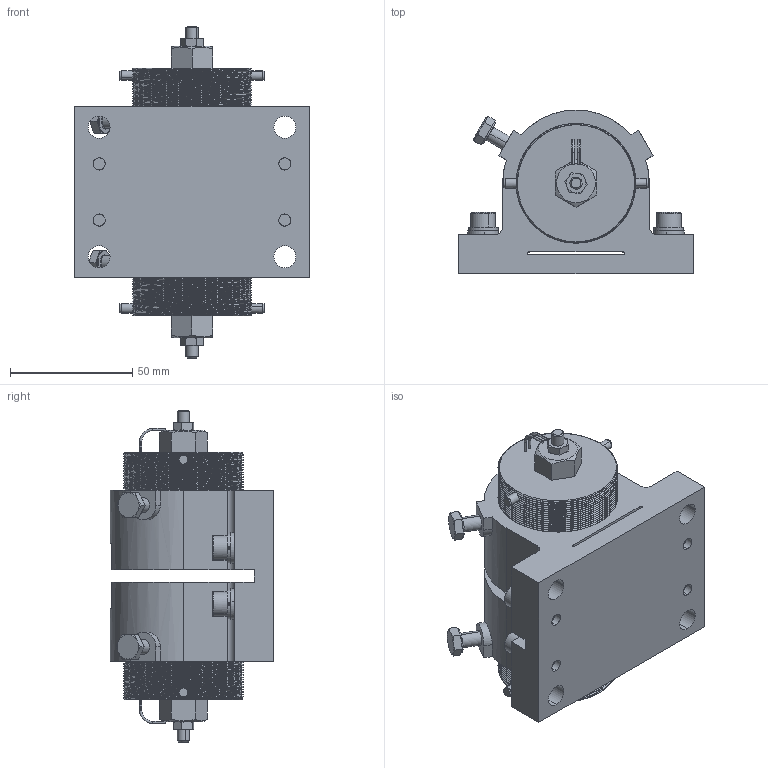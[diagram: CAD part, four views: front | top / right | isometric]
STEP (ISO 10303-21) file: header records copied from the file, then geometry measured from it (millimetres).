
FILE_DESCRIPTION (( 'STEP AP203' ), '1' );
FILE_NAME ('NGDB-10(Web—p).STEP', '2025-12-09T06:24:08', ( '' ), ( '' ), 'SwSTEP 2.0', 'SolidWorks 2024', '' );
FILE_SCHEMA (( 'CONFIG_CONTROL_DESIGN' ));
Products named in the file (1): NGDB-10(Web用)
Bounding box: 96 x 67 x 135.91 mm (x, y, z)
Volume: 333393.8 mm3; surface area: 72068 mm2
Topology: 1 solids, 1 shells, 687 faces, 1787 edges, 1124 vertices
Faces by surface type: cylinder 242, plane 220, cone 114, bspline 83, torus 28
Entity records: 114202 total; most frequent: CARTESIAN_POINT 98449, ORIENTED_EDGE 3542, DIRECTION 3022, EDGE_CURVE 1771, AXIS2_PLACEMENT_3D 1188, VERTEX_POINT 1124, EDGE_LOOP 757, ADVANCED_FACE 687
